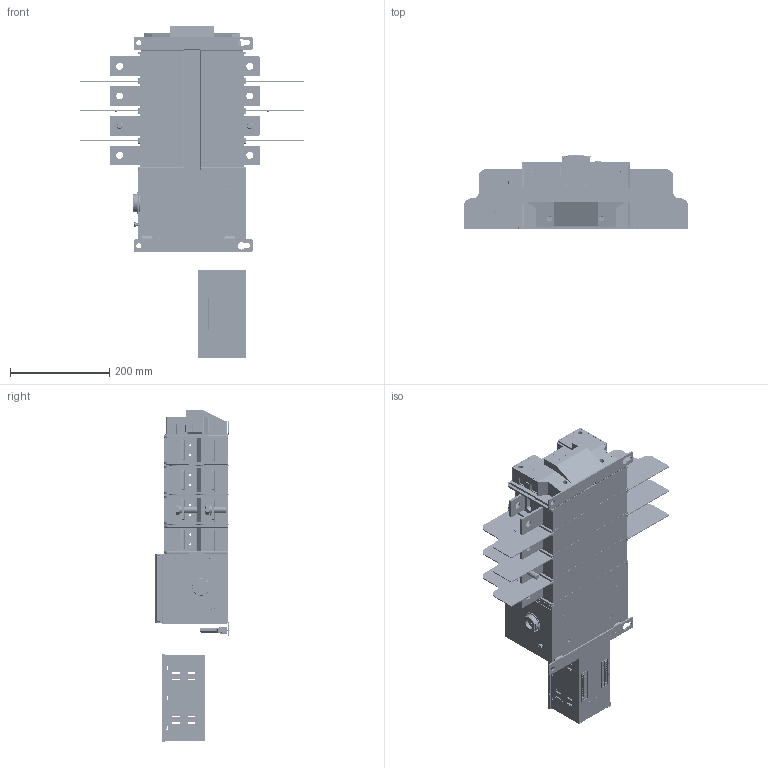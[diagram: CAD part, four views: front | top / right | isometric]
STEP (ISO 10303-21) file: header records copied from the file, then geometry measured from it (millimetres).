
FILE_DESCRIPTION((''),'2;1');
FILE_NAME('25970167P02','2024-04-03T',('youjie.zhu'),(''),'PRO/ENGINEER BY PARAMETRIC TECHNOLOGY CORPORATION, 2015440','PRO/ENGINEER BY PARAMETRIC TECHNOLOGY CORPORATION, 2015440','');
FILE_SCHEMA(('CONFIG_CONTROL_DESIGN'));
Products named in the file (1): 25970167P02
Bounding box: 452 x 149.5 x 670.4 mm (x, y, z)
Volume: 3666212.1 mm3; surface area: 1701141.4 mm2
Topology: 12 solids, 24 shells, 10642 faces, 29521 edges, 19228 vertices
Faces by surface type: plane 6873, cylinder 2298, extrusion 874, torus 242, cone 170, sphere 98, bspline 87
Entity records: 388709 total; most frequent: CARTESIAN_POINT 117395, ORIENTED_EDGE 58856, DIRECTION 51731, EDGE_CURVE 29428, VECTOR 22127, LINE 21253, VERTEX_POINT 19228, AXIS2_PLACEMENT_3D 14802
